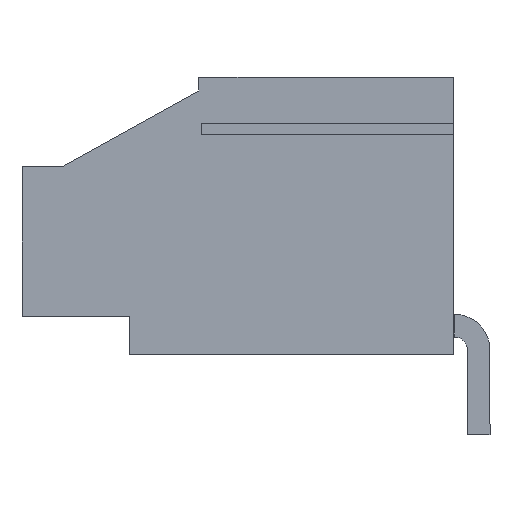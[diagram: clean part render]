
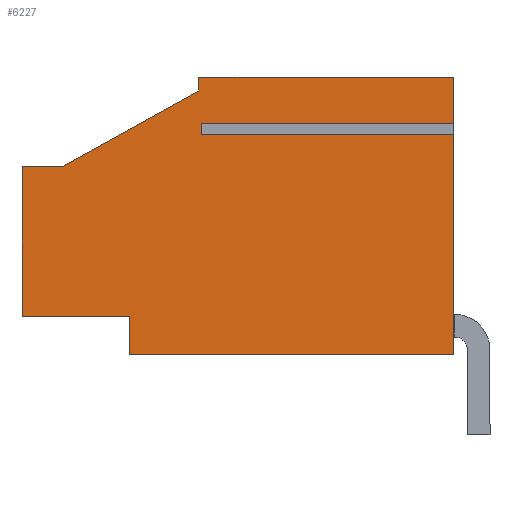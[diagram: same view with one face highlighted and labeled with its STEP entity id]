
A CAD part, left-side view. The second image highlights one B-rep face of the part: STEP entity #6227.
In plain terms, the highlighted planar face has unit normal (-1, 0, 0).
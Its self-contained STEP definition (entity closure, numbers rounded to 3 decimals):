
#6119=AXIS2_PLACEMENT_3D('Plane Axis2P3D',#6116,#6117,#6118) ;
#6116=CARTESIAN_POINT('Axis2P3D Location',(5.08,0.,0.)) ;
#6121=CARTESIAN_POINT('Line Origine',(5.08,1.45,14.604)) ;
#6125=CARTESIAN_POINT('Vertex',(5.08,1.45,13.692)) ;
#6127=CARTESIAN_POINT('Vertex',(5.08,1.45,15.517)) ;
#6130=CARTESIAN_POINT('Line Origine',(5.08,6.5,15.517)) ;
#6134=CARTESIAN_POINT('Vertex',(5.08,11.55,15.517)) ;
#6137=CARTESIAN_POINT('Line Origine',(5.08,11.55,15.239)) ;
#6141=CARTESIAN_POINT('Vertex',(5.08,11.55,14.961)) ;
#6144=CARTESIAN_POINT('Line Origine',(5.08,14.254,13.462)) ;
#6148=CARTESIAN_POINT('Vertex',(5.08,16.958,11.963)) ;
#6151=CARTESIAN_POINT('Line Origine',(5.08,17.764,11.963)) ;
#6155=CARTESIAN_POINT('Vertex',(5.08,18.57,11.963)) ;
#6158=CARTESIAN_POINT('Line Origine',(5.08,18.57,8.992)) ;
#6162=CARTESIAN_POINT('Vertex',(5.08,18.57,6.022)) ;
#6165=CARTESIAN_POINT('Line Origine',(5.08,16.435,6.022)) ;
#6169=CARTESIAN_POINT('Vertex',(5.08,14.3,6.022)) ;
#6172=CARTESIAN_POINT('Line Origine',(5.08,14.3,5.269)) ;
#6176=CARTESIAN_POINT('Vertex',(5.08,14.3,4.517)) ;
#6179=CARTESIAN_POINT('Line Origine',(5.08,7.875,4.517)) ;
#6183=CARTESIAN_POINT('Vertex',(5.08,1.45,4.517)) ;
#6186=CARTESIAN_POINT('Line Origine',(5.08,1.45,8.879)) ;
#6190=CARTESIAN_POINT('Vertex',(5.08,1.45,13.242)) ;
#6193=CARTESIAN_POINT('Line Origine',(5.08,6.45,13.242)) ;
#6197=CARTESIAN_POINT('Vertex',(5.08,11.45,13.242)) ;
#6200=CARTESIAN_POINT('Line Origine',(5.08,11.45,13.467)) ;
#6204=CARTESIAN_POINT('Vertex',(5.08,11.45,13.692)) ;
#6207=CARTESIAN_POINT('Line Origine',(5.08,6.45,13.692)) ;
#6117=DIRECTION('Axis2P3D Direction',(-1.,0.,0.)) ;
#6118=DIRECTION('Axis2P3D XDirection',(0.,0.,1.)) ;
#6122=DIRECTION('Vector Direction',(0.,0.,1.)) ;
#6131=DIRECTION('Vector Direction',(0.,1.,0.)) ;
#6138=DIRECTION('Vector Direction',(0.,0.,-1.)) ;
#6145=DIRECTION('Vector Direction',(0.,-0.875,0.485)) ;
#6152=DIRECTION('Vector Direction',(0.,-1.,0.)) ;
#6159=DIRECTION('Vector Direction',(0.,0.,1.)) ;
#6166=DIRECTION('Vector Direction',(0.,-1.,0.)) ;
#6173=DIRECTION('Vector Direction',(0.,0.,1.)) ;
#6180=DIRECTION('Vector Direction',(0.,1.,0.)) ;
#6187=DIRECTION('Vector Direction',(0.,0.,1.)) ;
#6194=DIRECTION('Vector Direction',(0.,1.,0.)) ;
#6201=DIRECTION('Vector Direction',(0.,0.,1.)) ;
#6208=DIRECTION('Vector Direction',(0.,-1.,0.)) ;
#6123=VECTOR('Line Direction',#6122,1.) ;
#6132=VECTOR('Line Direction',#6131,1.) ;
#6139=VECTOR('Line Direction',#6138,1.) ;
#6146=VECTOR('Line Direction',#6145,1.) ;
#6153=VECTOR('Line Direction',#6152,1.) ;
#6160=VECTOR('Line Direction',#6159,1.) ;
#6167=VECTOR('Line Direction',#6166,1.) ;
#6174=VECTOR('Line Direction',#6173,1.) ;
#6181=VECTOR('Line Direction',#6180,1.) ;
#6188=VECTOR('Line Direction',#6187,1.) ;
#6195=VECTOR('Line Direction',#6194,1.) ;
#6202=VECTOR('Line Direction',#6201,1.) ;
#6209=VECTOR('Line Direction',#6208,1.) ;
#6213=ORIENTED_EDGE('',*,*,#6129,.T.) ;
#6214=ORIENTED_EDGE('',*,*,#6136,.T.) ;
#6215=ORIENTED_EDGE('',*,*,#6143,.T.) ;
#6216=ORIENTED_EDGE('',*,*,#6150,.F.) ;
#6217=ORIENTED_EDGE('',*,*,#6157,.F.) ;
#6218=ORIENTED_EDGE('',*,*,#6164,.F.) ;
#6219=ORIENTED_EDGE('',*,*,#6171,.T.) ;
#6220=ORIENTED_EDGE('',*,*,#6178,.F.) ;
#6221=ORIENTED_EDGE('',*,*,#6185,.F.) ;
#6222=ORIENTED_EDGE('',*,*,#6192,.T.) ;
#6223=ORIENTED_EDGE('',*,*,#6199,.T.) ;
#6224=ORIENTED_EDGE('',*,*,#6206,.T.) ;
#6225=ORIENTED_EDGE('',*,*,#6211,.T.) ;
#6227=ADVANCED_FACE('4',(#6226),#6120,.T.) ;
#6129=EDGE_CURVE('',#6126,#6128,#6124,.T.) ;
#6136=EDGE_CURVE('',#6128,#6135,#6133,.T.) ;
#6143=EDGE_CURVE('',#6135,#6142,#6140,.T.) ;
#6150=EDGE_CURVE('',#6149,#6142,#6147,.T.) ;
#6157=EDGE_CURVE('',#6156,#6149,#6154,.T.) ;
#6164=EDGE_CURVE('',#6163,#6156,#6161,.T.) ;
#6171=EDGE_CURVE('',#6163,#6170,#6168,.T.) ;
#6178=EDGE_CURVE('',#6177,#6170,#6175,.T.) ;
#6185=EDGE_CURVE('',#6184,#6177,#6182,.T.) ;
#6192=EDGE_CURVE('',#6184,#6191,#6189,.T.) ;
#6199=EDGE_CURVE('',#6191,#6198,#6196,.T.) ;
#6206=EDGE_CURVE('',#6198,#6205,#6203,.T.) ;
#6211=EDGE_CURVE('',#6205,#6126,#6210,.T.) ;
#6212=EDGE_LOOP('',(#6213,#6214,#6215,#6216,#6217,#6218,#6219,#6220,#6221,#6222,#6223,#6224,#6225)) ;
#6226=FACE_OUTER_BOUND('',#6212,.T.) ;
#6124=LINE('Line',#6121,#6123) ;
#6133=LINE('Line',#6130,#6132) ;
#6140=LINE('Line',#6137,#6139) ;
#6147=LINE('Line',#6144,#6146) ;
#6154=LINE('Line',#6151,#6153) ;
#6161=LINE('Line',#6158,#6160) ;
#6168=LINE('Line',#6165,#6167) ;
#6175=LINE('Line',#6172,#6174) ;
#6182=LINE('Line',#6179,#6181) ;
#6189=LINE('Line',#6186,#6188) ;
#6196=LINE('Line',#6193,#6195) ;
#6203=LINE('Line',#6200,#6202) ;
#6210=LINE('Line',#6207,#6209) ;
#6120=PLANE('',#6119) ;
#6126=VERTEX_POINT('',#6125) ;
#6128=VERTEX_POINT('',#6127) ;
#6135=VERTEX_POINT('',#6134) ;
#6142=VERTEX_POINT('',#6141) ;
#6149=VERTEX_POINT('',#6148) ;
#6156=VERTEX_POINT('',#6155) ;
#6163=VERTEX_POINT('',#6162) ;
#6170=VERTEX_POINT('',#6169) ;
#6177=VERTEX_POINT('',#6176) ;
#6184=VERTEX_POINT('',#6183) ;
#6191=VERTEX_POINT('',#6190) ;
#6198=VERTEX_POINT('',#6197) ;
#6205=VERTEX_POINT('',#6204) ;
